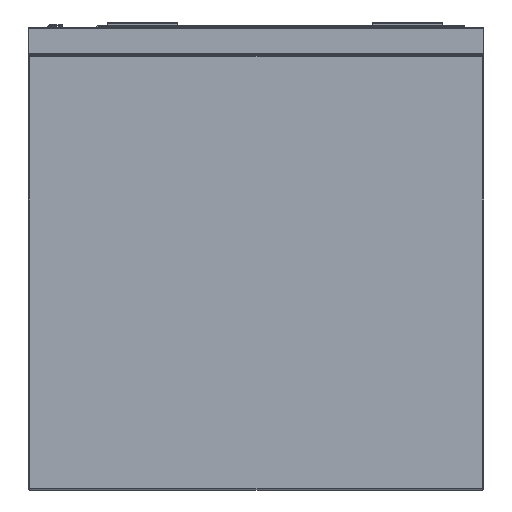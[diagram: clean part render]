
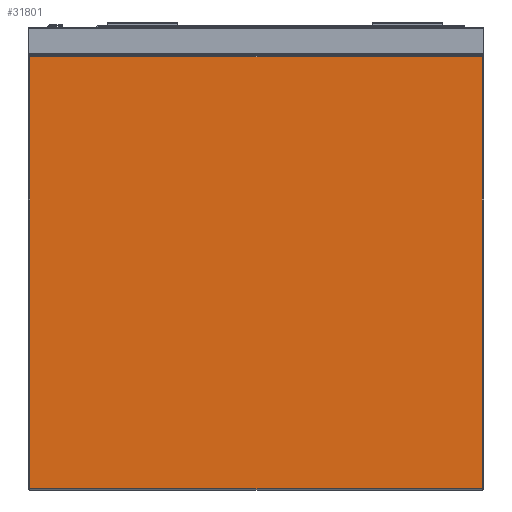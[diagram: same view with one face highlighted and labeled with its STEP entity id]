
A CAD part, left-side view. The second image highlights one B-rep face of the part: STEP entity #31801.
In plain terms, the highlighted planar face has unit normal (-1, 0, 0).
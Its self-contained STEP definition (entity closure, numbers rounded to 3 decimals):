
#2267 = LINE ( 'NONE', #23616, #33118 ) ;
#3079 = EDGE_LOOP ( 'NONE', ( #34848, #31828, #34363, #26385 ) ) ;
#5289 = DIRECTION ( 'NONE',  ( -1., 0., 0. ) ) ;
#5301 = VECTOR ( 'NONE', #5952, 1000. ) ;
#5952 = DIRECTION ( 'NONE',  ( 0., -1., 0. ) ) ;
#6250 = DIRECTION ( 'NONE',  ( 0., 0., 1. ) ) ;
#8078 = LINE ( 'NONE', #21596, #12064 ) ;
#8240 = FACE_OUTER_BOUND ( 'NONE', #3079, .T. ) ;
#8918 = CARTESIAN_POINT ( 'NONE',  ( -750., -325., -658. ) ) ;
#9046 = VECTOR ( 'NONE', #6250, 1000. ) ;
#9823 = VERTEX_POINT ( 'NONE', #12394 ) ;
#12064 = VECTOR ( 'NONE', #13432, 1000. ) ;
#12394 = CARTESIAN_POINT ( 'NONE',  ( -750., 323., -658. ) ) ;
#13432 = DIRECTION ( 'NONE',  ( 0., 1., 0. ) ) ;
#13547 = DIRECTION ( 'NONE',  ( 0., 0., -1. ) ) ;
#13767 = EDGE_CURVE ( 'NONE', #30199, #16021, #17526, .T. ) ;
#16021 = VERTEX_POINT ( 'NONE', #19780 ) ;
#16562 = DIRECTION ( 'NONE',  ( 0., 0., 1. ) ) ;
#17526 = LINE ( 'NONE', #20997, #9046 ) ;
#19352 = PLANE ( 'NONE',  #21974 ) ;
#19438 = EDGE_CURVE ( 'NONE', #35707, #9823, #2267, .T. ) ;
#19634 = EDGE_CURVE ( 'NONE', #9823, #30199, #25056, .T. ) ;
#19780 = CARTESIAN_POINT ( 'NONE',  ( -750., -323., -42. ) ) ;
#20997 = CARTESIAN_POINT ( 'NONE',  ( -750., -323., -660. ) ) ;
#21596 = CARTESIAN_POINT ( 'NONE',  ( -750., 325., -42. ) ) ;
#21974 = AXIS2_PLACEMENT_3D ( 'NONE', #30685, #5289, #16562 ) ;
#23616 = CARTESIAN_POINT ( 'NONE',  ( -750., 323., -660. ) ) ;
#24425 = CARTESIAN_POINT ( 'NONE',  ( -750., 323., -42. ) ) ;
#25056 = LINE ( 'NONE', #8918, #5301 ) ;
#26385 = ORIENTED_EDGE ( 'NONE', *, *, #19634, .T. ) ;
#30199 = VERTEX_POINT ( 'NONE', #35680 ) ;
#30685 = CARTESIAN_POINT ( 'NONE',  ( -750., -325., -660. ) ) ;
#31801 = ADVANCED_FACE ( 'Fl�che7', ( #8240 ), #19352, .T. ) ;
#31828 = ORIENTED_EDGE ( 'NONE', *, *, #34436, .T. ) ;
#33118 = VECTOR ( 'NONE', #13547, 1000. ) ;
#34363 = ORIENTED_EDGE ( 'NONE', *, *, #19438, .T. ) ;
#34436 = EDGE_CURVE ( 'NONE', #16021, #35707, #8078, .T. ) ;
#34848 = ORIENTED_EDGE ( 'NONE', *, *, #13767, .T. ) ;
#35680 = CARTESIAN_POINT ( 'NONE',  ( -750., -323., -658. ) ) ;
#35707 = VERTEX_POINT ( 'NONE', #24425 ) ;
